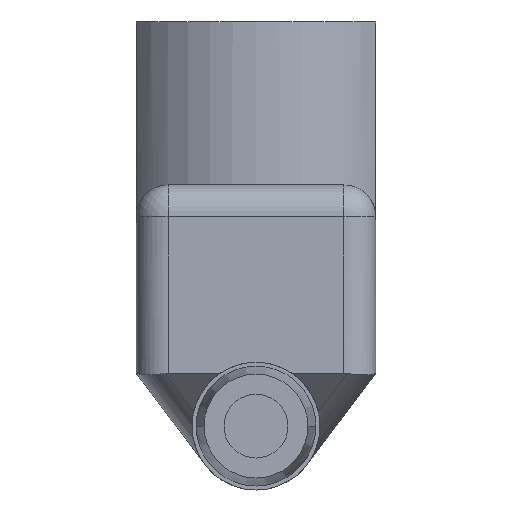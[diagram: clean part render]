
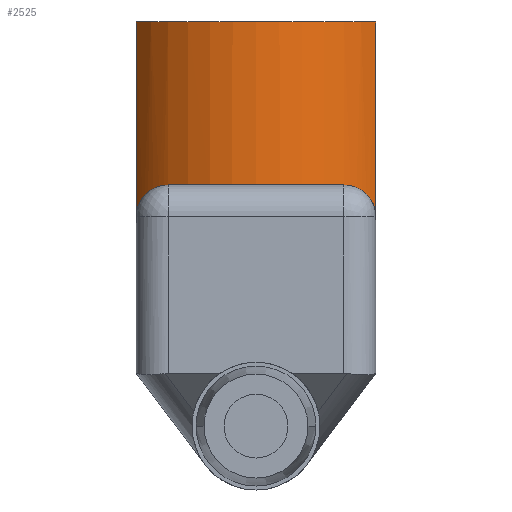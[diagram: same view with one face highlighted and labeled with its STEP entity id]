
A CAD part, front view. The second image highlights one B-rep face of the part: STEP entity #2525.
In plain terms, the highlighted cylindrical face has radius 9 mm (diameter 18 mm), a partial arc.
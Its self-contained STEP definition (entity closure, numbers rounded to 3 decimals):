
#564=CARTESIAN_POINT('',(5.5,-7.124,-10.2));
#565=CARTESIAN_POINT('',(5.65,-7.008,-10.2));
#566=CARTESIAN_POINT('',(5.936,-6.773,-10.233));
#567=CARTESIAN_POINT('',(6.321,-6.413,-10.362));
#568=CARTESIAN_POINT('',(6.651,-6.069,-10.551));
#569=CARTESIAN_POINT('',(6.921,-5.757,-10.779));
#570=CARTESIAN_POINT('',(7.141,-5.481,-11.04));
#571=CARTESIAN_POINT('',(7.308,-5.255,-11.325));
#572=CARTESIAN_POINT('',(7.422,-5.091,-11.618));
#573=CARTESIAN_POINT('',(7.488,-4.994,-11.919));
#574=CARTESIAN_POINT('',(7.5,-4.975,-12.108));
#575=CARTESIAN_POINT('',(7.5,-4.975,-12.2));
#930=CARTESIAN_POINT('',(-7.5,-4.975,-12.2));
#931=CARTESIAN_POINT('',(-7.5,-4.975,-12.109));
#932=CARTESIAN_POINT('',(-7.488,-4.994,
-11.92));
#933=CARTESIAN_POINT('',(-7.422,-5.091,
-11.619));
#934=CARTESIAN_POINT('',(-7.308,-5.255,
-11.325));
#935=CARTESIAN_POINT('',(-7.142,-5.48,
-11.041));
#936=CARTESIAN_POINT('',(-6.922,-5.756,
-10.78));
#937=CARTESIAN_POINT('',(-6.651,-6.068,
-10.551));
#938=CARTESIAN_POINT('',(-6.322,-6.413,
-10.363));
#939=CARTESIAN_POINT('',(-5.936,-6.772,
-10.233));
#940=CARTESIAN_POINT('',(-5.65,-7.008,-10.2));
#941=CARTESIAN_POINT('',(-5.5,-7.124,-10.2));
#975=DIRECTION('',(0.,0.,-1.));
#976=VECTOR('',#975,12.2);
#977=CARTESIAN_POINT('',(7.5,-4.975,0.));
#978=LINE('',#977,#976);
#982=DIRECTION('',(0.,0.,1.));
#983=VECTOR('',#982,12.2);
#984=CARTESIAN_POINT('',(-7.5,-4.975,-12.2));
#985=LINE('',#984,#983);
#1004=CARTESIAN_POINT('',(0.,0.,-10.2));
#1005=DIRECTION('',(0.,0.,-1.));
#1006=DIRECTION('',(0.611,-0.792,0.));
#1007=AXIS2_PLACEMENT_3D('',#1004,#1005,#1006);
#1347=CARTESIAN_POINT('',(0.,0.,0.));
#1348=DIRECTION('',(0.,0.,-1.));
#1349=DIRECTION('',(0.833,-0.553,0.));
#1350=AXIS2_PLACEMENT_3D('',#1347,#1348,#1349);
#1626=CARTESIAN_POINT('',(7.5,-4.975,0.));
#1627=CARTESIAN_POINT('',(-7.5,-4.975,0.));
#1628=VERTEX_POINT('',#1626);
#1629=VERTEX_POINT('',#1627);
#1760=CARTESIAN_POINT('',(-7.5,-4.975,-12.2));
#1761=VERTEX_POINT('',#1760);
#1766=CARTESIAN_POINT('',(7.5,-4.975,-12.2));
#1768=VERTEX_POINT('',#1766);
#1784=CARTESIAN_POINT('',(5.5,-7.124,-10.2));
#1785=CARTESIAN_POINT('',(-5.5,-7.124,-10.2));
#1786=VERTEX_POINT('',#1784);
#1787=VERTEX_POINT('',#1785);
#2510=CARTESIAN_POINT('',(0.,0.,0.));
#2511=DIRECTION('',(0.,0.,1.));
#2512=DIRECTION('',(1.,0.,0.));
#2513=AXIS2_PLACEMENT_3D('',#2510,#2511,#2512);
#2514=CYLINDRICAL_SURFACE('',#2513,9.);
#2515=ORIENTED_EDGE('',*,*,#2268,.T.);
#2516=ORIENTED_EDGE('',*,*,#2208,.F.);
#2518=ORIENTED_EDGE('',*,*,#2517,.T.);
#2519=ORIENTED_EDGE('',*,*,#2473,.F.);
#2520=ORIENTED_EDGE('',*,*,#1882,.T.);
#2522=ORIENTED_EDGE('',*,*,#2521,.F.);
#2523=EDGE_LOOP('',(#2515,#2516,#2518,#2519,#2520,#2522));
#2524=FACE_OUTER_BOUND('',#2523,.F.);
#2525=ADVANCED_FACE('',(#2524),#2514,.T.);
#576=B_SPLINE_CURVE_WITH_KNOTS('',3,(#564,#565,#566,#567,#568,#569,#570,#571,
#572,#573,#574,#575),.UNSPECIFIED.,.F.,.F.,(4,1,1,1,1,1,1,1,1,4),(0.,
0.111,0.222,0.333,0.444,
0.556,0.667,0.778,0.889,1.),
.UNSPECIFIED.);
#942=B_SPLINE_CURVE_WITH_KNOTS('',3,(#930,#931,#932,#933,#934,#935,#936,#937,
#938,#939,#940,#941),.UNSPECIFIED.,.F.,.F.,(4,1,1,1,1,1,1,1,1,4),(0.,
0.111,0.222,0.333,0.444,
0.556,0.667,0.778,0.889,1.),
.UNSPECIFIED.);
#1008=CIRCLE('',#1007,9.);
#1351=CIRCLE('',#1350,9.);
#1882=EDGE_CURVE('',#1761,#1629,#985,.T.);
#2208=EDGE_CURVE('',#1786,#1768,#576,.T.);
#2268=EDGE_CURVE('',#1628,#1768,#978,.T.);
#2473=EDGE_CURVE('',#1761,#1787,#942,.T.);
#2517=EDGE_CURVE('',#1786,#1787,#1008,.T.);
#2521=EDGE_CURVE('',#1628,#1629,#1351,.T.);
